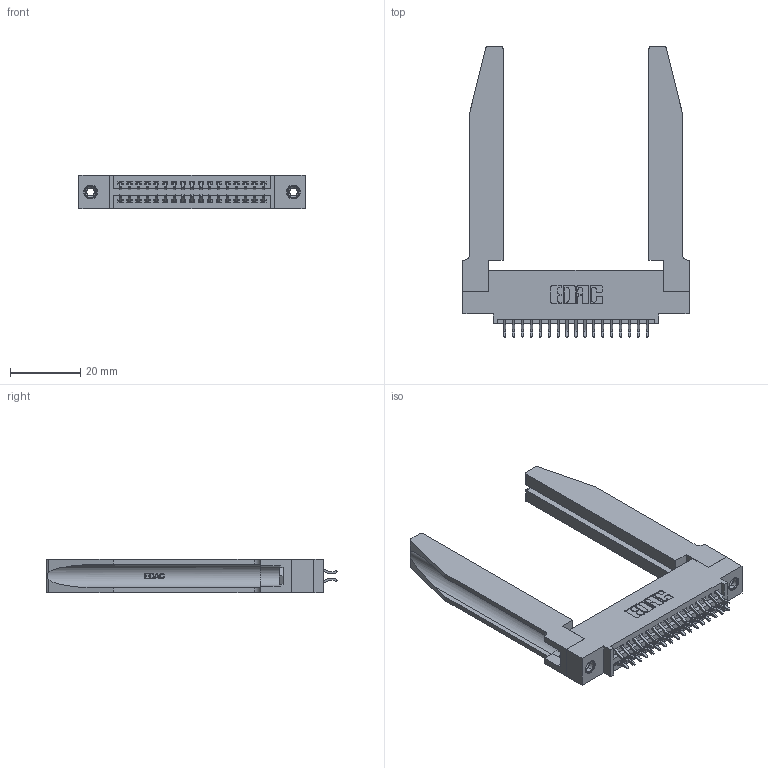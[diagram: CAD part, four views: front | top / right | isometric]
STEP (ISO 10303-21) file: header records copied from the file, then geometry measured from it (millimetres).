
FILE_DESCRIPTION (( 'STEP AP203' ), '1' );
FILE_NAME ('395-034-556-578.STEP', '2019-10-17T18:20:59', ( '' ), ( '' ), 'SwSTEP 2.0', 'SolidWorks 2016', '' );
FILE_SCHEMA (( 'CONFIG_CONTROL_DESIGN' ));
Length unit declared in the file: inch
Products named in the file (5): 345 Part_0.110 Offset - 0.156 Dia-TH; 345-292-001_556 Tail; 345-250-001_345-250-001-102; 345-220-078_345-220-078; 395-034-556-578
Assembly tree (39 placements, depth 2):
  395-034-556-578
    345 Part_0.110 Offset - 0.156 Dia-TH
    345-292-001_556 Tail  x34
    345-250-001_345-250-001-102  x2
    345-220-078_345-220-078  x2
Bounding box: 64.41 x 82.99 x 9.4 mm (x, y, z)
Volume: 13720.9 mm3; surface area: 15213.2 mm2
Topology: 39 solids, 39 shells, 2268 faces, 6639 edges, 4370 vertices
Faces by surface type: plane 1484, cylinder 732, bspline 36, cone 12, torus 4
Entity records: 21796 total; most frequent: CARTESIAN_POINT 4611, ORIENTED_EDGE 3430, DIRECTION 3077, EDGE_CURVE 1715, VECTOR 1413, LINE 1413, VERTEX_POINT 1136, AXIS2_PLACEMENT_3D 832
